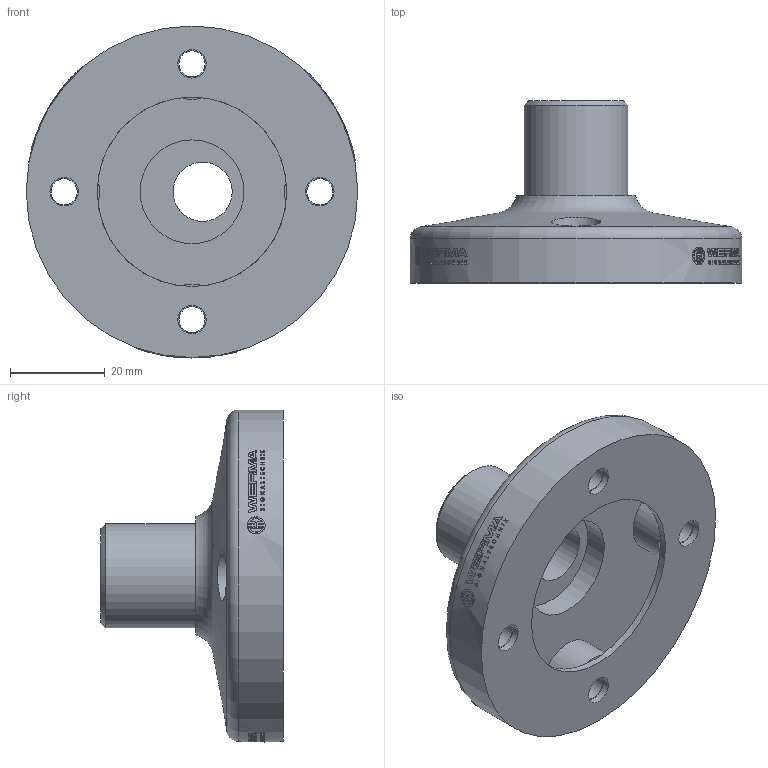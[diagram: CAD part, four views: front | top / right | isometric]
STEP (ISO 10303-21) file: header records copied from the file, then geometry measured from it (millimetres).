
FILE_DESCRIPTION(/* description */ ('Customer part'),/* implementation_level */ '2;1');
FILE_NAME(/* name */ '800000010421_PRT_000.step',/* time_stamp */ '2018-07-16T18:29:21+02:00',/* author */ ('IMPORT'),/* organization */ ('WERMA Signaltechnik GmbH+Co.KG'),/* preprocessor_version */ 'ST-DEVELOPER v17',/* originating_system */ 'Autodesk Inventor 2018',/* authorisation */ 'public');
FILE_SCHEMA (('AUTOMOTIVE_DESIGN { 1 0 10303 214 3 1 1 }'));
Products named in the file (1): 800000010421
Bounding box: 70 x 38.5 x 70.1 mm (x, y, z)
Volume: 30710.6 mm3; surface area: 18942.8 mm2
Topology: 1 solids, 1 shells, 787 faces, 2117 edges, 1414 vertices
Faces by surface type: plane 443, bspline 243, cylinder 97, cone 2, torus 2
Full cylindrical faces by diameter (mm): 5.5 x4, 6 x4, 10.5 x4, 12.5 x1, 21.9 x2, 40 x1, 70 x1
Entity records: 66373 total; most frequent: CARTESIAN_POINT 47867, ORIENTED_EDGE 4234, DIRECTION 2662, EDGE_CURVE 2117, VERTEX_POINT 1414, LINE 910, VECTOR 910, EDGE_LOOP 879
